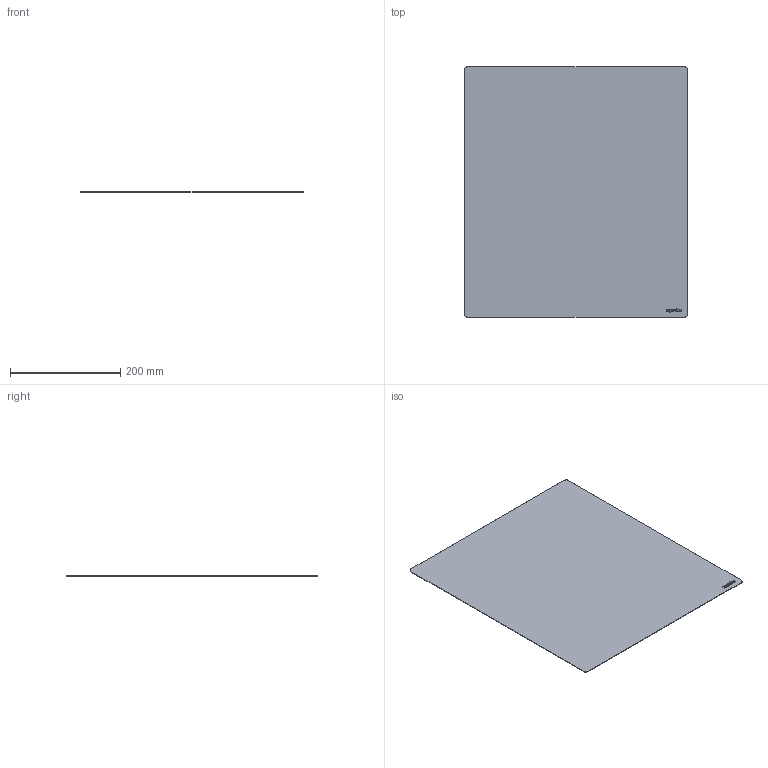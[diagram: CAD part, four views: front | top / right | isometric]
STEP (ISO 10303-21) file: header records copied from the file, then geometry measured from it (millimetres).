
FILE_DESCRIPTION(/* description */ (''),/* implementation_level */ '2;1');
FILE_NAME(/* name */ '3D_200-2702-XX.stp',/* time_stamp */ '2022-03-17T12:48:18+01:00',/* author */ ('as'),/* organization */ (''),/* preprocessor_version */ 'ST-DEVELOPER v18.1',/* originating_system */ 'Autodesk Inventor 2021',/* authorisation */ '');
FILE_SCHEMA (('CONFIG_CONTROL_DESIGN'));
Length unit declared in the file: millimetre
Products named in the file (1): Silikonmatte B500 mit ohne DL B405 T455
Bounding box: 405 x 455 x 1 mm (x, y, z)
Volume: 184212.3 mm3; surface area: 370258 mm2
Topology: 1 solids, 1 shells, 100 faces, 267 edges, 178 vertices
Faces by surface type: plane 73, cylinder 27
Entity records: 3146 total; most frequent: CARTESIAN_POINT 546, ORIENTED_EDGE 534, DIRECTION 523, EDGE_CURVE 267, LINE 213, VECTOR 213, VERTEX_POINT 178, AXIS2_PLACEMENT_3D 155
